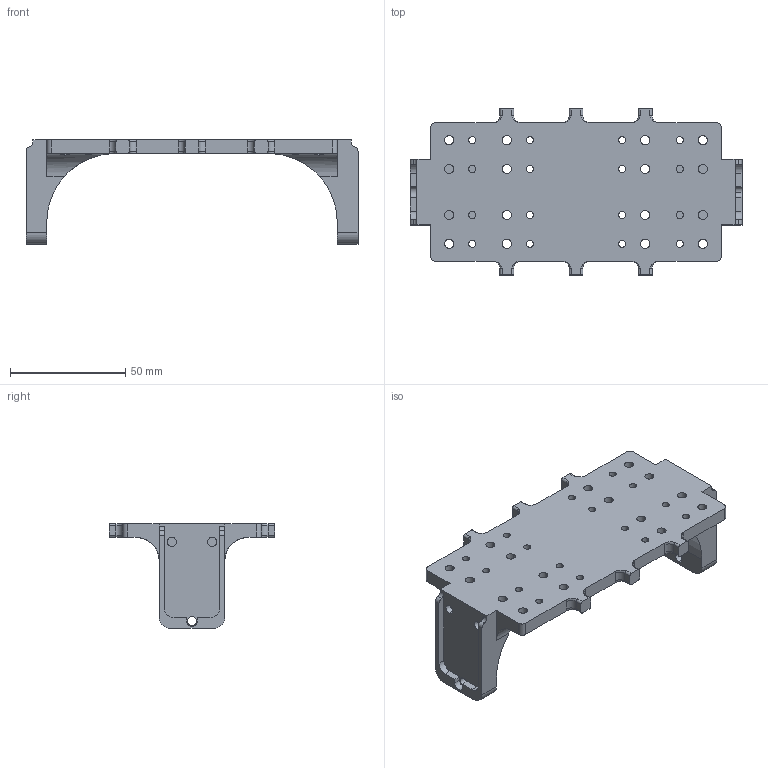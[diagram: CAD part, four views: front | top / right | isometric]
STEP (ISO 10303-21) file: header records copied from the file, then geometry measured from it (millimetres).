
FILE_DESCRIPTION (( 'STEP AP203' ), '1' );
FILE_NAME ('self_balancing_robot.STEP', '2025-11-15T14:01:32', ( '' ), ( '' ), 'SwSTEP 2.0', 'SolidWorks 2025', '' );
FILE_SCHEMA (( 'CONFIG_CONTROL_DESIGN' ));
Length unit declared in the file: millimetre
Products named in the file (1): self_balancing_robot
Bounding box: 144 x 72 x 45.5 mm (x, y, z)
Volume: 74199.4 mm3; surface area: 27503.8 mm2
Topology: 1 solids, 1 shells, 233 faces, 645 edges, 422 vertices
Faces by surface type: cylinder 141, plane 68, torus 24
Entity records: 8390 total; most frequent: CARTESIAN_POINT 2069, DIRECTION 1355, ORIENTED_EDGE 1290, EDGE_CURVE 645, AXIS2_PLACEMENT_3D 524, VERTEX_POINT 422, VECTOR 307, LINE 307
